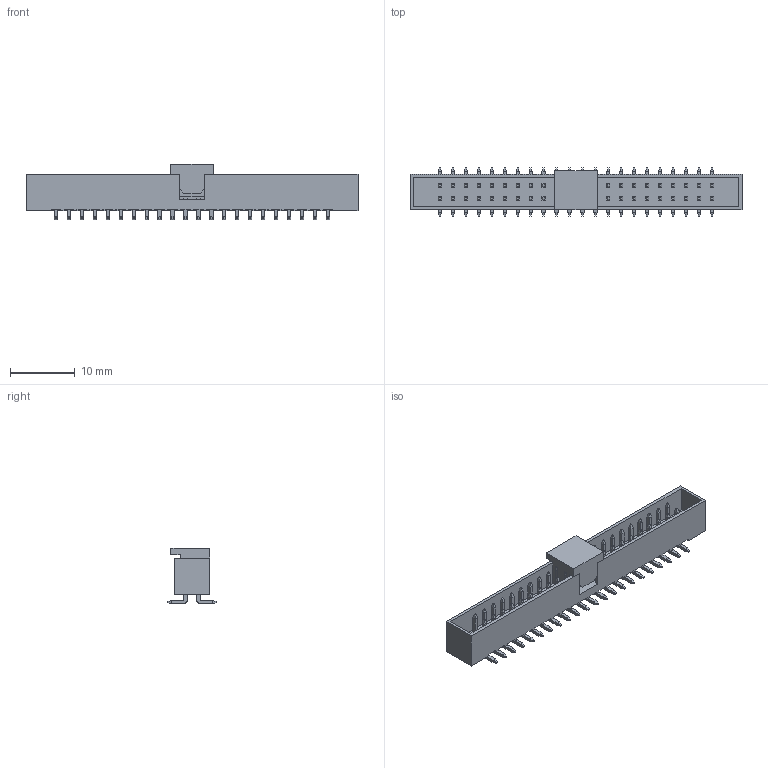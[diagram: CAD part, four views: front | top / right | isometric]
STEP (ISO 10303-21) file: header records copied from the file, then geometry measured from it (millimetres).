
FILE_DESCRIPTION( ( 'Unknown' ), '1' );
FILE_NAME( '62504420621.stp', 'Unknown', ( 'Unknown' ), ( 'Unknown' ), 'PSStep 15.0.49', 'Unknown', ' ' );
FILE_SCHEMA( ( 'AUTOMOTIVE_DESIGN { 1 0 10303 214 1 1 1 1 }' ) );
Length unit declared in the file: millimetre
Products named in the file (4): Assem1; 62504421621; 6253xx20621_PIN; 6253xx20621_PAD
Assembly tree (46 placements, depth 2):
  Assem1
    62504421621
    6253xx20621_PIN  x44
    6253xx20621_PAD
Bounding box: 51.25 x 7.5 x 8.55 mm (x, y, z)
Volume: 863.3 mm3; surface area: 2869.2 mm2
Topology: 46 solids, 46 shells, 1230 faces, 3062 edges, 1924 vertices
Faces by surface type: plane 1186, cylinder 44
Entity records: 20845 total; most frequent: CARTESIAN_POINT 2995, ORIENTED_EDGE 2942, DIRECTION 2565, EDGE_CURVE 1471, LINE 1469, VECTOR 1469, VERTEX_POINT 978, EDGE_LOOP 587
